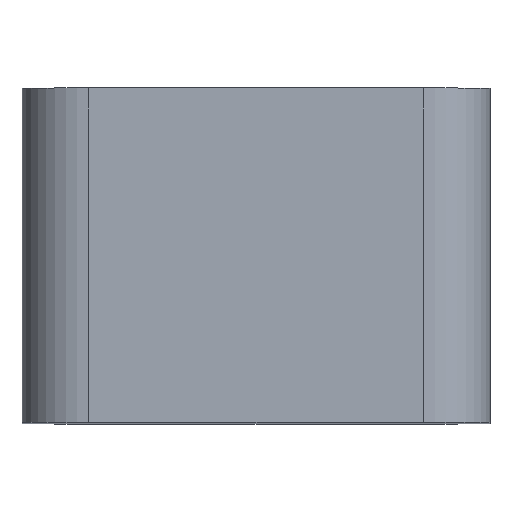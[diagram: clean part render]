
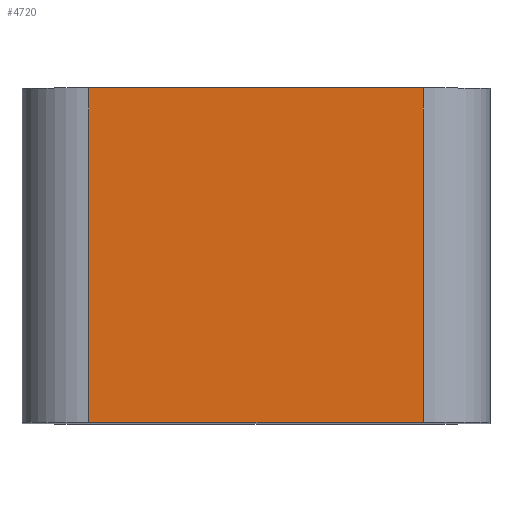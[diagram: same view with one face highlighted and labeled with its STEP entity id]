
A CAD part, top view. The second image highlights one B-rep face of the part: STEP entity #4720.
In plain terms, the highlighted planar face has unit normal (0, 0, 1).
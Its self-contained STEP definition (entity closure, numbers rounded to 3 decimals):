
#6=DIRECTION('',(1.,0.,0.));
#7=VECTOR('',#6,50.);
#8=CARTESIAN_POINT('',(-25.,0.,75.));
#9=LINE('',#8,#7);
#61=DIRECTION('',(0.,-1.,0.));
#62=VECTOR('',#61,50.);
#63=CARTESIAN_POINT('',(-25.,50.,75.));
#64=LINE('',#63,#62);
#65=DIRECTION('',(0.,-1.,0.));
#66=VECTOR('',#65,50.);
#67=CARTESIAN_POINT('',(25.,50.,75.));
#68=LINE('',#67,#66);
#101=DIRECTION('',(1.,0.,0.));
#102=VECTOR('',#101,50.);
#103=CARTESIAN_POINT('',(-25.,50.,75.));
#104=LINE('',#103,#102);
#3441=CARTESIAN_POINT('',(-25.,0.,75.));
#3443=VERTEX_POINT('',#3441);
#3447=CARTESIAN_POINT('',(-25.,50.,75.));
#3448=VERTEX_POINT('',#3447);
#3450=CARTESIAN_POINT('',(25.,0.,75.));
#3452=VERTEX_POINT('',#3450);
#3453=CARTESIAN_POINT('',(25.,50.,75.));
#3454=VERTEX_POINT('',#3453);
#4708=CARTESIAN_POINT('',(-35.,0.,75.));
#4709=DIRECTION('',(0.,0.,1.));
#4710=DIRECTION('',(1.,0.,0.));
#4711=AXIS2_PLACEMENT_3D('',#4708,#4709,#4710);
#4712=PLANE('',#4711);
#4713=ORIENTED_EDGE('',*,*,#4619,.F.);
#4715=ORIENTED_EDGE('',*,*,#4714,.T.);
#4716=ORIENTED_EDGE('',*,*,#4700,.T.);
#4717=ORIENTED_EDGE('',*,*,#4592,.F.);
#4718=EDGE_LOOP('',(#4713,#4715,#4716,#4717));
#4719=FACE_OUTER_BOUND('',#4718,.F.);
#4720=ADVANCED_FACE('',(#4719),#4712,.T.);
#4592=EDGE_CURVE('',#3443,#3452,#9,.T.);
#4619=EDGE_CURVE('',#3448,#3443,#64,.T.);
#4700=EDGE_CURVE('',#3454,#3452,#68,.T.);
#4714=EDGE_CURVE('',#3448,#3454,#104,.T.);
